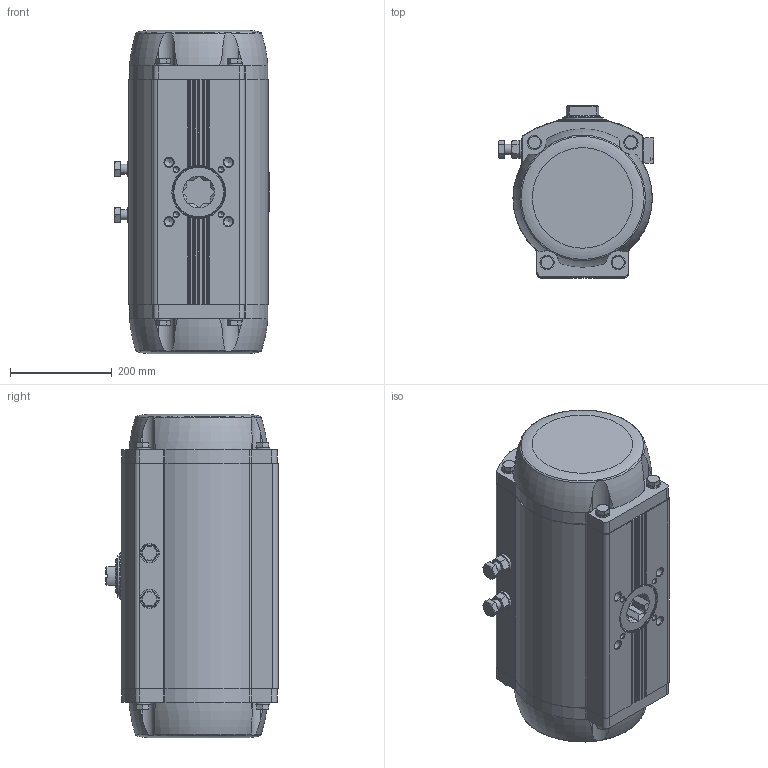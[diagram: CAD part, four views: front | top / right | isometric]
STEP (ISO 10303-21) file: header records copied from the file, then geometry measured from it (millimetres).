
FILE_DESCRIPTION(/* description */ ('STEP AP214'),/* implementation_level */ '2;1');
FILE_NAME(/* name */ '8068943_DFPD-N-2300-RP-90-RS60-F1216-R3-EP',/* time_stamp */ '2024-08-15T19:50:34+02:00',/* author */ ('License CC BY-ND 4.0'),/* organization */ ('CADENAS'),/* preprocessor_version */ 'ST-DEVELOPER v19.3',/* originating_system */ 'PARTsolutions',/* authorisation */ ' ');
FILE_SCHEMA (('AUTOMOTIVE_DESIGN {1 0 10303 214 3 1 1}'));
Length unit declared in the file: millimetre
Products named in the file (6): 8068943 DFPD-N-2300-RP-90-RS60-F1216-R3-EP---(0); 8042196 DFPD-N-2300-90-RS-F12-------(housing); 8042196 DFPD-2300(F12_0)---(shaft); 4787202 SCHEIBE 20.15X36X5-1.4301; 4786138 DFPD-2300; DIN 934 - M20(F)
Assembly tree (8 placements, depth 2):
  8068943 DFPD-N-2300-RP-90-RS60-F1216-R3-EP---(0)
    8042196 DFPD-N-2300-90-RS-F12-------(housing)
    8042196 DFPD-2300(F12_0)---(shaft)
    4787202 SCHEIBE 20.15X36X5-1.4301  x2
    4786138 DFPD-2300  x2
    DIN 934 - M20(F)  x2
Bounding box: 305.75 x 338.7 x 636 mm (x, y, z)
Volume: 42407511.2 mm3; surface area: 1038176.9 mm2
Topology: 8 solids, 8 shells, 698 faces, 1720 edges, 1098 vertices
Faces by surface type: plane 321, cylinder 191, cone 135, torus 49, sphere 2
Full cylindrical faces by diameter (mm): 3 x2, 4.134 x8, 4.917 x1, 8.376 x2, 8.5 x2, 10 x2, 10.106 x4, 16.9 x2, 17.294 x8, 20 x2, 20.15 x2, 28 x10, 30 x2, 36 x2, 38 x2, 64.5 x1, 67 x1, 70 x1, 71.2 x1, 71.5 x1, 72 x1, 86 x1, 90 x1, 94 x1, 98.2 x2, 99.8 x1, 100.1 x1, 103.1 x1, 105 x1
Entity records: 19363 total; most frequent: CARTESIAN_POINT 4283, DIRECTION 3089, ORIENTED_EDGE 2894, EDGE_CURVE 1447, AXIS2_PLACEMENT_3D 1218, VERTEX_POINT 1026, FACE_BOUND 905, EDGE_LOOP 886
